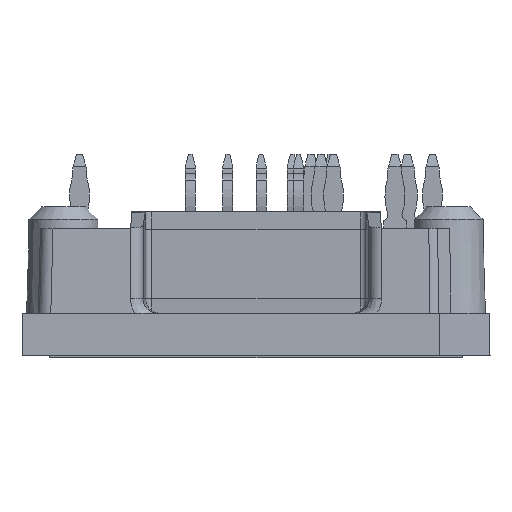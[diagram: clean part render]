
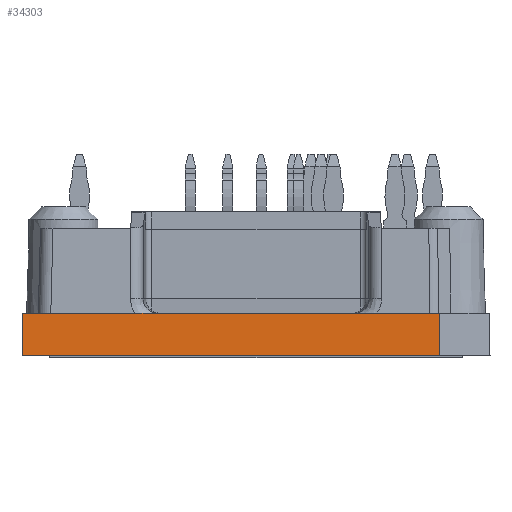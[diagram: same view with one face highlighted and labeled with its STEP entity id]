
A CAD part, left-side view. The second image highlights one B-rep face of the part: STEP entity #34303.
In plain terms, the highlighted planar face has unit normal (-1, 0, 0.018).
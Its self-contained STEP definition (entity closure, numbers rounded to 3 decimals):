
#1224=ORIENTED_EDGE('',*,*,#9123,.T.);
#1225=ORIENTED_EDGE('',*,*,#9124,.F.);
#1226=ORIENTED_EDGE('',*,*,#9125,.T.);
#1227=ORIENTED_EDGE('',*,*,#9126,.T.);
#9123=EDGE_CURVE('',#13068,#13069,#15692,.T.);
#9124=EDGE_CURVE('',#13070,#13069,#15693,.T.);
#9125=EDGE_CURVE('',#13070,#13071,#15694,.T.);
#9126=EDGE_CURVE('',#13071,#13068,#15695,.T.);
#13068=VERTEX_POINT('',#46219);
#13069=VERTEX_POINT('',#46220);
#13070=VERTEX_POINT('',#46222);
#13071=VERTEX_POINT('',#46224);
#15692=LINE('',#46218,#18964);
#15693=LINE('',#46221,#18965);
#15694=LINE('',#46223,#18966);
#15695=LINE('',#46225,#18967);
#18964=VECTOR('',#38453,1000.);
#18965=VECTOR('',#38454,1000.);
#18966=VECTOR('',#38455,1000.);
#18967=VECTOR('',#38456,1000.);
#22163=EDGE_LOOP('',(#1224,#1225,#1226,#1227));
#23793=FACE_BOUND('',#22163,.T.);
#25411=PLANE('',#36052);
#34303=ADVANCED_FACE('',(#23793),#25411,.T.);
#36052=AXIS2_PLACEMENT_3D('',#46217,#38451,#38452);
#38451=DIRECTION('',(-1.,0.,0.017));
#38452=DIRECTION('',(0.,1.,0.));
#38453=DIRECTION('',(0.017,0.007,1.));
#38454=DIRECTION('',(0.,-1.,0.));
#38455=DIRECTION('',(-0.017,0.017,-1.));
#38456=DIRECTION('',(0.,-1.,0.));
#46217=CARTESIAN_POINT('',(-43.5,0.25,5.));
#46218=CARTESIAN_POINT('',(-43.498,-14.449,5.134));
#46219=CARTESIAN_POINT('',(-43.5,-14.45,5.));
#46220=CARTESIAN_POINT('',(-43.441,-14.425,8.4));
#46221=CARTESIAN_POINT('',(-43.441,0.25,8.4));
#46222=CARTESIAN_POINT('',(-43.441,18.891,8.4));
#46223=CARTESIAN_POINT('',(-43.494,18.944,5.326));
#46224=CARTESIAN_POINT('',(-43.5,18.95,5.));
#46225=CARTESIAN_POINT('',(-43.5,0.25,5.));
